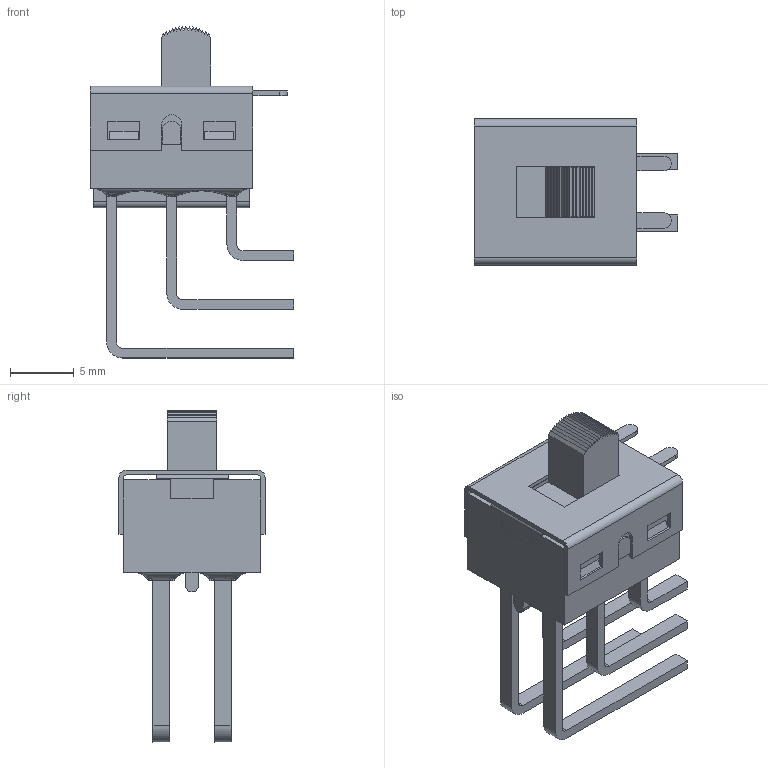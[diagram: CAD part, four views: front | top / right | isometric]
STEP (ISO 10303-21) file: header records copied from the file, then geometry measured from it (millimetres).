
FILE_DESCRIPTION(/* description */ (''),/* implementation_level */ '2;1');
FILE_NAME(/* name */ '500SDPxS4M7xEA.stp',/* time_stamp */ '2023-10-19T09:04:03-05:00',/* author */ ('mwilliams'),/* organization */ (''),/* preprocessor_version */ 'ST-DEVELOPER v18.1',/* originating_system */ 'Autodesk Inventor 2022',/* authorisation */ '');
FILE_SCHEMA (('AUTOMOTIVE_DESIGN { 1 0 10303 214 3 1 1 }'));
Length unit declared in the file: inch
Products named in the file (1): T521012_Simplify_1
Bounding box: 15.88 x 11.43 x 25.96 mm (x, y, z)
Volume: 748.8 mm3; surface area: 1933.9 mm2
Topology: 1 solids, 1 shells, 282 faces, 818 edges, 540 vertices
Faces by surface type: plane 222, cylinder 42, bspline 16, cone 2
Full cylindrical faces by diameter (mm): 2.4 x1
Entity records: 9987 total; most frequent: CARTESIAN_POINT 2639, ORIENTED_EDGE 1636, DIRECTION 1348, EDGE_CURVE 818, LINE 638, VECTOR 638, VERTEX_POINT 540, AXIS2_PLACEMENT_3D 355
